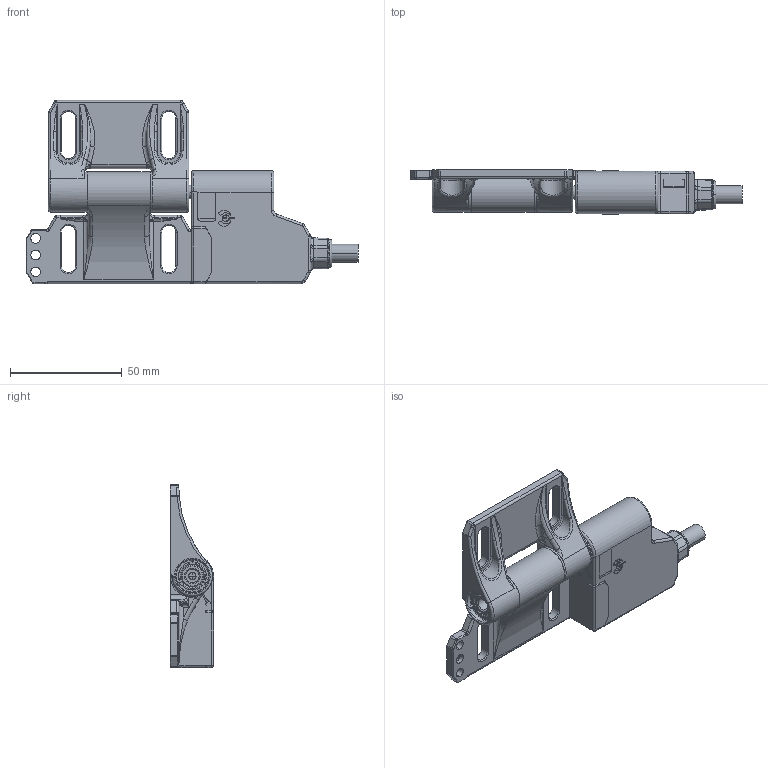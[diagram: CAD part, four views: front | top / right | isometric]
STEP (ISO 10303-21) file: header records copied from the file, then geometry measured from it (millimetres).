
FILE_DESCRIPTION((''),'2;1');
FILE_NAME('210924_ASM','2019-03-15T09:43:14',('pdmadmin'),('BANNER ENGINEERING'),'CREO PARAMETRIC BY PTC INC, 2018300','CREO PARAMETRIC BY PTC INC, 2018300','');
FILE_SCHEMA(('CONFIG_CONTROL_DESIGN'));
Length unit declared in the file: millimetre
Products named in the file (5): 807132_PART_1; 807132_PART_2; 807132_PART_3; 807132_ASM; 210924_ASM
Assembly tree (4 placements, depth 3):
  210924_ASM
    807132_ASM
      807132_PART_1
      807132_PART_2
      807132_PART_3
Bounding box: 148.7 x 19.7 x 82 mm (x, y, z)
Volume: 61448.7 mm3; surface area: 39949.5 mm2
Topology: 3 solids, 3 shells, 2340 faces, 6244 edges, 3895 vertices
Faces by surface type: plane 956, cylinder 847, bspline 201, torus 185, cone 82, sphere 69
Entity records: 82933 total; most frequent: CARTESIAN_POINT 25482, ORIENTED_EDGE 12344, DIRECTION 11825, EDGE_CURVE 6172, AXIS2_PLACEMENT_3D 4356, VERTEX_POINT 3895, VECTOR 3113, LINE 3113
